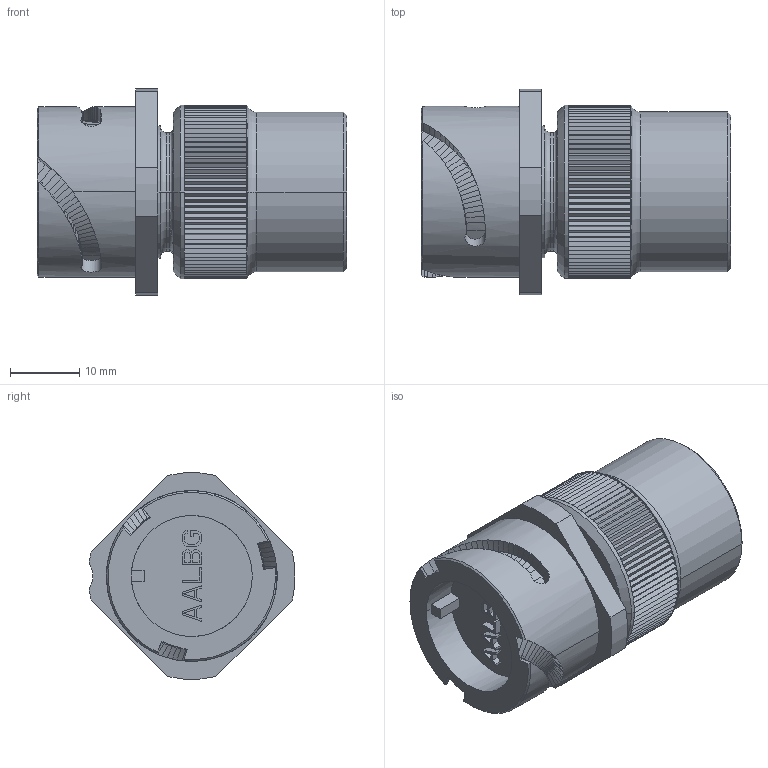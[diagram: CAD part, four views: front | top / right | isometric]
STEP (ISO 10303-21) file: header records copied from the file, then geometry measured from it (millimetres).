
FILE_DESCRIPTION((''),'2;1');
FILE_NAME('VG95234_3101PGPM-14_SW0001','2023-03-22T12:50:25',('paultorloting'),('NET AG system integration'),'CREO PARAMETRIC BY PTC INC, 2021404','CREO PARAMETRIC BY PTC INC, 2021404','');
FILE_SCHEMA(('AUTOMOTIVE_DESIGN { 1 0 10303 214 1 1 1 1 }'));
Length unit declared in the file: millimetre
Products named in the file (1): VG95234_3101PGPM-14_SW0001
Bounding box: 44.6 x 29.65 x 29.71 mm (x, y, z)
Volume: 17770.8 mm3; surface area: 6263 mm2
Topology: 1 solids, 1 shells, 707 faces, 1894 edges, 1215 vertices
Faces by surface type: plane 453, bspline 208, cylinder 26, cone 14, torus 6
Entity records: 29094 total; most frequent: CARTESIAN_POINT 9148, ORIENTED_EDGE 3788, DIRECTION 2650, EDGE_CURVE 1894, VECTOR 1483, LINE 1483, VERTEX_POINT 1215, EDGE_LOOP 733
